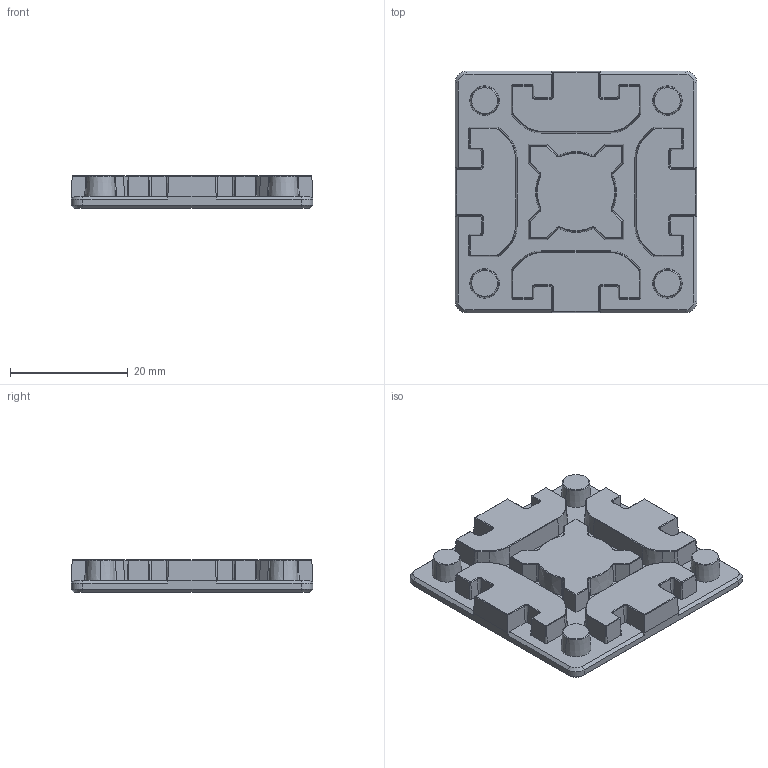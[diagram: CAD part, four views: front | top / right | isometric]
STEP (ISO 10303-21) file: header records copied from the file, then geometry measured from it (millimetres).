
FILE_DESCRIPTION (( 'STEP AP214' ), '1' );
FILE_NAME ('Tampa_Perfil_4040.STEP', '2025-06-09T02:47:55', ( '' ), ( '' ), 'SwSTEP 2.0', 'SolidWorks 2024', '' );
FILE_SCHEMA (( 'AUTOMOTIVE_DESIGN' ));
Length unit declared in the file: millimetre
Products named in the file (1): Tampa_Perfil_4040
Bounding box: 41 x 41 x 5.5 mm (x, y, z)
Volume: 6652.7 mm3; surface area: 4907.5 mm2
Topology: 1 solids, 1 shells, 325 faces, 796 edges, 478 vertices
Faces by surface type: plane 171, cone 150, cylinder 4
Entity records: 9399 total; most frequent: DIRECTION 1678, CARTESIAN_POINT 1600, ORIENTED_EDGE 1592, EDGE_CURVE 796, LINE 566, VECTOR 566, AXIS2_PLACEMENT_3D 556, VERTEX_POINT 478
